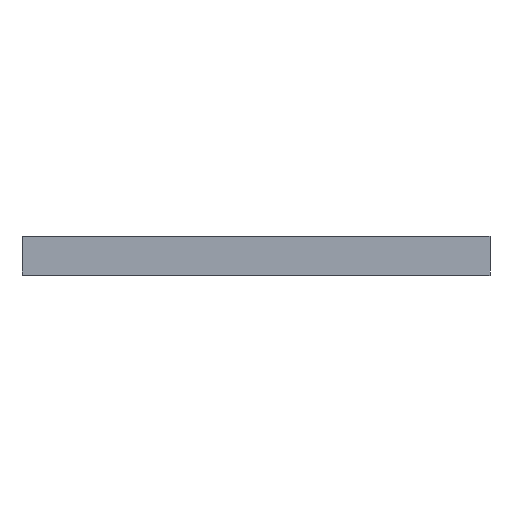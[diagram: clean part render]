
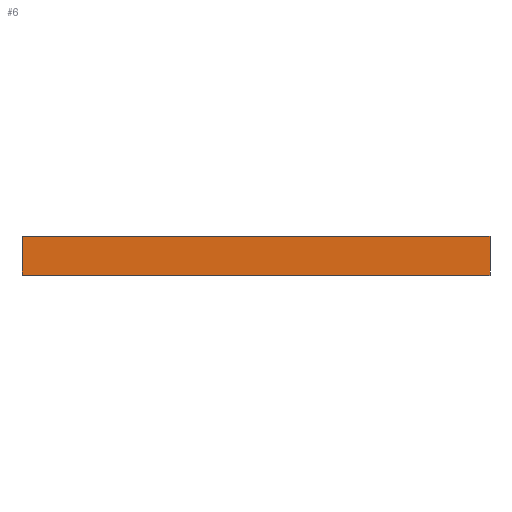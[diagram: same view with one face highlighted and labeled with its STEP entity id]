
A CAD part, top view. The second image highlights one B-rep face of the part: STEP entity #6.
In plain terms, the highlighted planar face has unit normal (0, 0, 1).
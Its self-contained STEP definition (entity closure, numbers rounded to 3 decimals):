
#1 = ORIENTED_EDGE ( 'NONE', *, *, #668, .F. ) ;
#6 = ADVANCED_FACE ( 'NONE', ( #699 ), #700, .F. ) ;
#27 = VERTEX_POINT ( 'NONE', #117 ) ;
#117 = CARTESIAN_POINT ( 'NONE',  ( -60., -5., 60. ) ) ;
#118 = LINE ( 'NONE', #119, #120 ) ;
#119 = CARTESIAN_POINT ( 'NONE',  ( 60., 5., 60. ) ) ;
#120 = VECTOR ( 'NONE', #121, 1000. ) ;
#121 = DIRECTION ( 'NONE',  ( 0., -1., 0. ) ) ;
#162 = LINE ( 'NONE', #165, #166 ) ;
#165 = CARTESIAN_POINT ( 'NONE',  ( -60., 5., 60. ) ) ;
#166 = VECTOR ( 'NONE', #167, 1000. ) ;
#167 = DIRECTION ( 'NONE',  ( 1., 0., 0. ) ) ;
#266 = CARTESIAN_POINT ( 'NONE',  ( 60., 5., 60. ) ) ;
#324 = ORIENTED_EDGE ( 'NONE', *, *, #443, .F. ) ;
#326 = ORIENTED_EDGE ( 'NONE', *, *, #559, .T. ) ;
#328 = EDGE_LOOP ( 'NONE', ( #326, #1, #324, #518 ) ) ;
#331 = CARTESIAN_POINT ( 'NONE',  ( 60., -5., 60. ) ) ;
#334 = LINE ( 'NONE', #335, #336 ) ;
#335 = CARTESIAN_POINT ( 'NONE',  ( -60., -5., 60. ) ) ;
#336 = VECTOR ( 'NONE', #337, 1000. ) ;
#337 = DIRECTION ( 'NONE',  ( 1., 0., 0. ) ) ;
#401 = CARTESIAN_POINT ( 'NONE',  ( -60., 5., 60. ) ) ;
#443 = EDGE_CURVE ( 'NONE', #585, #539, #162, .T. ) ;
#461 = EDGE_CURVE ( 'NONE', #585, #27, #665, .T. ) ;
#518 = ORIENTED_EDGE ( 'NONE', *, *, #461, .T. ) ;
#539 = VERTEX_POINT ( 'NONE', #266 ) ;
#558 = VERTEX_POINT ( 'NONE', #331 ) ;
#559 = EDGE_CURVE ( 'NONE', #27, #558, #334, .T. ) ;
#585 = VERTEX_POINT ( 'NONE', #401 ) ;
#665 = LINE ( 'NONE', #666, #667 ) ;
#666 = CARTESIAN_POINT ( 'NONE',  ( -60., 5., 60. ) ) ;
#667 = VECTOR ( 'NONE', #671, 1000. ) ;
#668 = EDGE_CURVE ( 'NONE', #539, #558, #118, .T. ) ;
#671 = DIRECTION ( 'NONE',  ( 0., -1., 0. ) ) ;
#699 = FACE_OUTER_BOUND ( 'NONE', #328, .T. ) ;
#700 = PLANE ( 'NONE',  #701 ) ;
#701 = AXIS2_PLACEMENT_3D ( 'NONE', #702, #703, #704 ) ;
#702 = CARTESIAN_POINT ( 'NONE',  ( -60., 5., 60. ) ) ;
#703 = DIRECTION ( 'NONE',  ( 0., 0., -1. ) ) ;
#704 = DIRECTION ( 'NONE',  ( -1., 0., 0. ) ) ;
